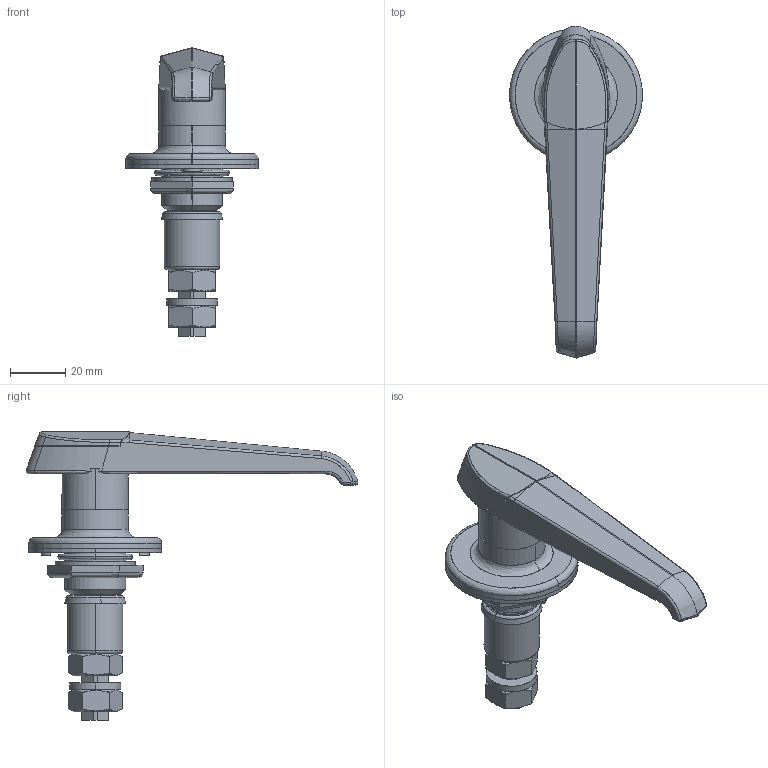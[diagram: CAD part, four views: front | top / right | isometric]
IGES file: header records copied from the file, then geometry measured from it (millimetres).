
Start section: SolidWorks IGES file using analytic representation for surfaces
Global section: file name: A-140-S-2.IGS,15; native system: HSolidWorks 2007; preprocessor: SolidWorks 2007; author: 10sw; date: 101206.151058; units: millimetre
Bounding box: 48 x 120.03 x 104.2 mm (x, y, z)
Surface area: 33478.5 mm2 (no closed solid volume)
Topology: 0 solids, 0 shells, 255 faces, 3876 edges, 3871 vertices
Faces by surface type: bspline 149, revolution 106
